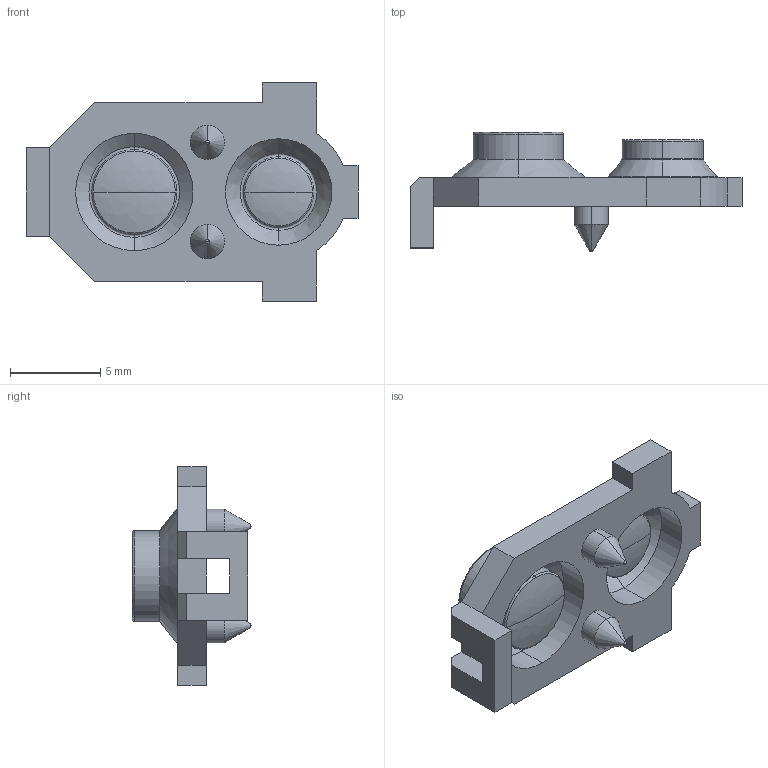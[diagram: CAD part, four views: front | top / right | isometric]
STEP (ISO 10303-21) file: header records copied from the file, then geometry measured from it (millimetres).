
FILE_DESCRIPTION (( 'STEP AP214' ), '1' );
FILE_NAME ('MEMbrane.STEP', '2022-07-18T08:27:46', ( '' ), ( '' ), 'SwSTEP 2.0', 'SolidWorks 2021', '' );
FILE_SCHEMA (( 'AUTOMOTIVE_DESIGN' ));
Length unit declared in the file: millimetre
Products named in the file (1): MEMbrane
Bounding box: 18.4 x 6.6 x 12.1 mm (x, y, z)
Volume: 281.7 mm3; surface area: 640.9 mm2
Topology: 1 solids, 1 shells, 89 faces, 218 edges, 128 vertices
Faces by surface type: plane 29, cylinder 20, torus 20, cone 12, sphere 4, bspline 4
Entity records: 2618 total; most frequent: CARTESIAN_POINT 496, DIRECTION 474, ORIENTED_EDGE 416, EDGE_CURVE 208, AXIS2_PLACEMENT_3D 184, VERTEX_POINT 126, LINE 106, VECTOR 106
